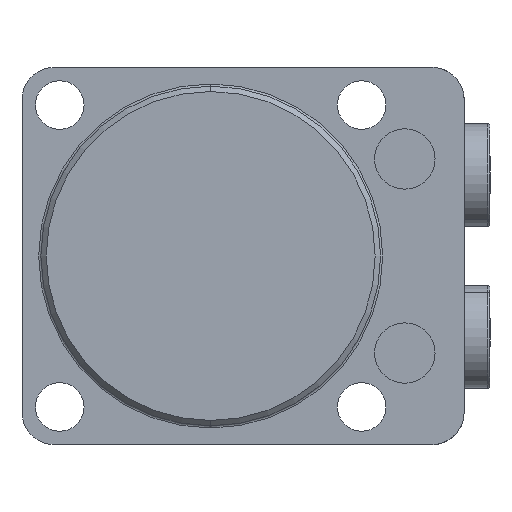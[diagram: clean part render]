
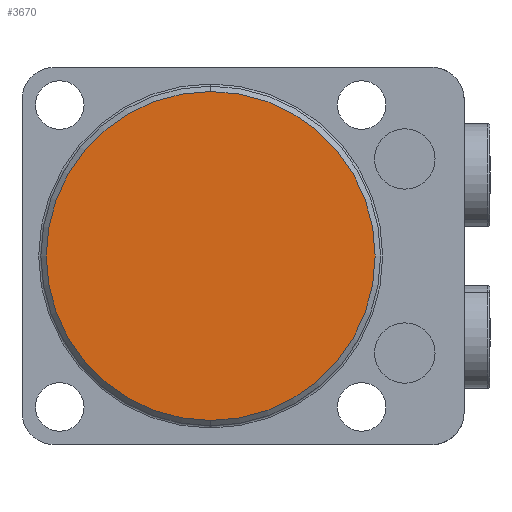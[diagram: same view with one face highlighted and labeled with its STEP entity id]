
A CAD part, front view. The second image highlights one B-rep face of the part: STEP entity #3670.
In plain terms, the highlighted planar face has unit normal (0, -1, 0).
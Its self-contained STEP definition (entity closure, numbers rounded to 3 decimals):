
#87 = DIRECTION ( 'NONE',  ( 0., 0., 1. ) ) ;
#89 = DIRECTION ( 'NONE',  ( 0., -1., 0. ) ) ;
#90 = CARTESIAN_POINT ( 'NONE',  ( 0., 0., 0. ) ) ;
#1340 = EDGE_LOOP ( 'NONE', ( #2988, #2989 ) ) ;
#1642 = DIRECTION ( 'NONE',  ( 0., 0., 1. ) ) ;
#1645 = DIRECTION ( 'NONE',  ( 0., -1., 0. ) ) ;
#1657 = CARTESIAN_POINT ( 'NONE',  ( 0., 0., 0. ) ) ;
#2174 = CIRCLE ( 'NONE', #4050, 30.5 ) ;
#2591 = FACE_OUTER_BOUND ( 'NONE', #1340, .T. ) ;
#2661 = VERTEX_POINT ( 'NONE', #3596 ) ;
#2664 = VERTEX_POINT ( 'NONE', #3593 ) ;
#2988 = ORIENTED_EDGE ( 'NONE', *, *, #4436, .T. ) ;
#2989 = ORIENTED_EDGE ( 'NONE', *, *, #4362, .T. ) ;
#3404 = DIRECTION ( 'NONE',  ( 0., 0., 1. ) ) ;
#3405 = DIRECTION ( 'NONE',  ( 0., 1., 0. ) ) ;
#3408 = PLANE ( 'NONE',  #4283 ) ;
#3410 = CARTESIAN_POINT ( 'NONE',  ( -35., 0., 35. ) ) ;
#3593 = CARTESIAN_POINT ( 'NONE',  ( 0., 0., 30.5 ) ) ;
#3596 = CARTESIAN_POINT ( 'NONE',  ( 0., 0., -30.5 ) ) ;
#3670 = ADVANCED_FACE ( 'NONE', ( #2591 ), #3408, .F. ) ;
#4022 = AXIS2_PLACEMENT_3D ( 'NONE', #1657, #1645, #1642 ) ;
#4050 = AXIS2_PLACEMENT_3D ( 'NONE', #90, #89, #87 ) ;
#4283 = AXIS2_PLACEMENT_3D ( 'NONE', #3410, #3405, #3404 ) ;
#4362 = EDGE_CURVE ( 'NONE', #2661, #2664, #2174, .T. ) ;
#4436 = EDGE_CURVE ( 'NONE', #2664, #2661, #4919, .T. ) ;
#4919 = CIRCLE ( 'NONE', #4022, 30.5 ) ;
